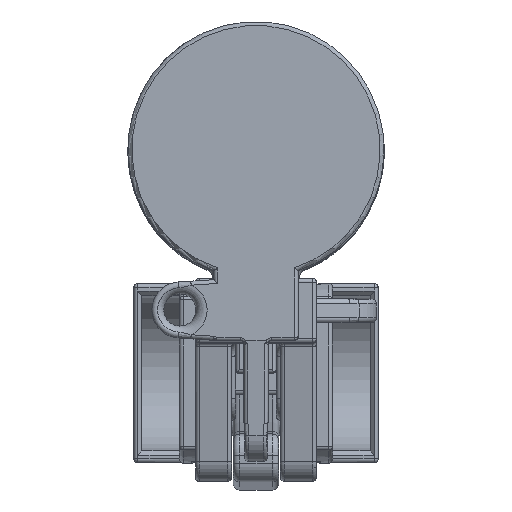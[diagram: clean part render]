
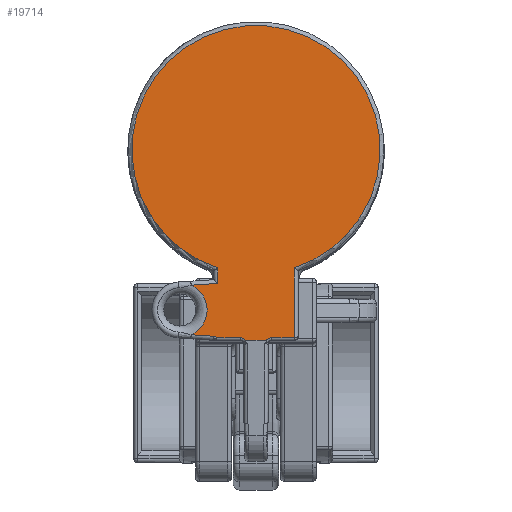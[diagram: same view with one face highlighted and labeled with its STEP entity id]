
A CAD part, top view. The second image highlights one B-rep face of the part: STEP entity #19714.
In plain terms, the highlighted planar face has unit normal (0, 0, 1).
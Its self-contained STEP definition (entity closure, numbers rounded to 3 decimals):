
#1196=B_SPLINE_CURVE_WITH_KNOTS('',3,(#40576,#40577,#40578,#40579,#40580),
 .UNSPECIFIED.,.F.,.F.,(4,1,4),(0.,0.061,0.076),
 .UNSPECIFIED.);
#1205=B_SPLINE_CURVE_WITH_KNOTS('',3,(#40804,#40805,#40806,#40807,#40808,
#40809),.UNSPECIFIED.,.F.,.F.,(4,1,1,4),(0.038,0.038,
0.053,0.114),.UNSPECIFIED.);
#1697=PLANE('',#21934);
#3180=FACE_OUTER_BOUND('',#4414,.T.);
#4414=EDGE_LOOP('',(#18341,#18342,#18343,#18344,#18345,#18346,#18347,#18348,
#18349,#18350,#18351,#18352));
#5581=LINE('',#40489,#6796);
#5586=LINE('',#40632,#6801);
#5590=LINE('',#40735,#6805);
#5618=LINE('',#41318,#6833);
#5620=LINE('',#41380,#6835);
#5632=LINE('',#41703,#6847);
#5634=LINE('',#41708,#6849);
#6796=VECTOR('',#27035,10.);
#6801=VECTOR('',#27060,10.);
#6805=VECTOR('',#27072,10.);
#6833=VECTOR('',#27234,10.);
#6835=VECTOR('',#27246,10.);
#6847=VECTOR('',#27350,10.);
#6849=VECTOR('',#27354,10.);
#7747=CIRCLE('',#21881,0.5);
#7755=CIRCLE('',#21895,3.4);
#7777=CIRCLE('',#21933,15.5);
#9427=VERTEX_POINT('',#40482);
#9430=VERTEX_POINT('',#40487);
#9432=VERTEX_POINT('',#40548);
#9441=VERTEX_POINT('',#40631);
#9451=VERTEX_POINT('',#40722);
#9453=VERTEX_POINT('',#40733);
#9497=VERTEX_POINT('',#41315);
#9498=VERTEX_POINT('',#41317);
#9503=VERTEX_POINT('',#41377);
#9504=VERTEX_POINT('',#41379);
#9529=VERTEX_POINT('',#41688);
#9531=VERTEX_POINT('',#41707);
#12302=EDGE_CURVE('',#9430,#9427,#5581,.T.);
#12307=EDGE_CURVE('',#9427,#9432,#1196,.T.);
#12318=EDGE_CURVE('',#9441,#9432,#5586,.T.);
#12331=EDGE_CURVE('',#9453,#9451,#5590,.T.);
#12335=EDGE_CURVE('',#9441,#9453,#1205,.T.);
#12415=EDGE_CURVE('',#9497,#9498,#5618,.T.);
#12421=EDGE_CURVE('',#9451,#9497,#7747,.T.);
#12423=EDGE_CURVE('',#9503,#9504,#5620,.T.);
#12436=EDGE_CURVE('',#9498,#9503,#7755,.T.);
#12476=EDGE_CURVE('',#9529,#9430,#5632,.T.);
#12478=EDGE_CURVE('',#9504,#9531,#5634,.T.);
#12481=EDGE_CURVE('',#9531,#9529,#7777,.T.);
#18341=ORIENTED_EDGE('',*,*,#12302,.F.);
#18342=ORIENTED_EDGE('',*,*,#12476,.F.);
#18343=ORIENTED_EDGE('',*,*,#12481,.F.);
#18344=ORIENTED_EDGE('',*,*,#12478,.F.);
#18345=ORIENTED_EDGE('',*,*,#12423,.F.);
#18346=ORIENTED_EDGE('',*,*,#12436,.F.);
#18347=ORIENTED_EDGE('',*,*,#12415,.F.);
#18348=ORIENTED_EDGE('',*,*,#12421,.F.);
#18349=ORIENTED_EDGE('',*,*,#12331,.F.);
#18350=ORIENTED_EDGE('',*,*,#12335,.F.);
#18351=ORIENTED_EDGE('',*,*,#12318,.T.);
#18352=ORIENTED_EDGE('',*,*,#12307,.F.);
#19714=ADVANCED_FACE('',(#3180),#1697,.T.);
#21881=AXIS2_PLACEMENT_3D('',#41374,#27240,#27241);
#21895=AXIS2_PLACEMENT_3D('',#41440,#27272,#27273);
#21933=AXIS2_PLACEMENT_3D('',#41725,#27359,#27360);
#21934=AXIS2_PLACEMENT_3D('',#41726,#27361,#27362);
#27035=DIRECTION('',(-1.,0.,0.));
#27060=DIRECTION('',(1.,0.,0.));
#27072=DIRECTION('',(-1.,0.,0.));
#27234=DIRECTION('',(-0.998,0.064,0.));
#27240=DIRECTION('center_axis',(0.,0.,1.));
#27241=DIRECTION('ref_axis',(-0.064,-0.998,0.));
#27246=DIRECTION('',(0.998,0.064,0.));
#27272=DIRECTION('center_axis',(0.,0.,1.));
#27273=DIRECTION('ref_axis',(1.,0.,0.));
#27350=DIRECTION('',(0.,-1.,0.));
#27354=DIRECTION('',(0.,1.,0.));
#27359=DIRECTION('center_axis',(0.,0.,-1.));
#27360=DIRECTION('ref_axis',(0.,1.,0.));
#27361=DIRECTION('center_axis',(0.,0.,1.));
#27362=DIRECTION('ref_axis',(1.,0.,0.));
#40482=CARTESIAN_POINT('',(1.969,-3.48,126.28));
#40487=CARTESIAN_POINT('',(4.78,-3.48,126.28));
#40489=CARTESIAN_POINT('',(-2.64,-3.48,126.28));
#40548=CARTESIAN_POINT('',(1.284,-3.78,126.28));
#40576=CARTESIAN_POINT('Ctrl Pts',(1.969,-3.48,126.28));
#40577=CARTESIAN_POINT('Ctrl Pts',(1.765,-3.48,126.28));
#40578=CARTESIAN_POINT('Ctrl Pts',(1.513,-3.578,126.28));
#40579=CARTESIAN_POINT('Ctrl Pts',(1.321,-3.745,126.28));
#40580=CARTESIAN_POINT('Ctrl Pts',(1.284,-3.781,126.28));
#40631=CARTESIAN_POINT('',(-1.284,-3.78,126.28));
#40632=CARTESIAN_POINT('',(5.28,-3.78,126.28));
#40722=CARTESIAN_POINT('',(-4.88,-3.48,126.28));
#40733=CARTESIAN_POINT('',(-1.969,-3.48,126.28));
#40735=CARTESIAN_POINT('',(-2.64,-3.48,126.28));
#40804=CARTESIAN_POINT('Ctrl Pts',(-1.284,-3.781,
126.28));
#40805=CARTESIAN_POINT('Ctrl Pts',(-1.285,-3.781,
126.28));
#40806=CARTESIAN_POINT('Ctrl Pts',(-1.322,-3.746,
126.28));
#40807=CARTESIAN_POINT('Ctrl Pts',(-1.514,-3.578,
126.28));
#40808=CARTESIAN_POINT('Ctrl Pts',(-1.765,-3.48,126.28));
#40809=CARTESIAN_POINT('Ctrl Pts',(-1.969,-3.48,126.28));
#41315=CARTESIAN_POINT('',(-5.248,-3.281,126.28));
#41317=CARTESIAN_POINT('',(-8.097,-3.097,126.28));
#41318=CARTESIAN_POINT('',(-2.74,-3.443,126.28));
#41374=CARTESIAN_POINT('Origin',(-5.28,-3.78,126.28));
#41377=CARTESIAN_POINT('',(-8.097,3.097,126.28));
#41379=CARTESIAN_POINT('',(-4.78,3.311,126.28));
#41380=CARTESIAN_POINT('',(-4.963,3.299,126.28));
#41440=CARTESIAN_POINT('Origin',(-9.5,0.,126.28));
#41688=CARTESIAN_POINT('',(4.78,5.255,126.28));
#41703=CARTESIAN_POINT('',(4.78,-1.89,126.28));
#41707=CARTESIAN_POINT('',(-4.78,5.255,126.28));
#41708=CARTESIAN_POINT('',(-4.78,1.89,126.28));
#41725=CARTESIAN_POINT('Origin',(0.,20.,126.28));
#41726=CARTESIAN_POINT('Origin',(0.,0.,126.28));
